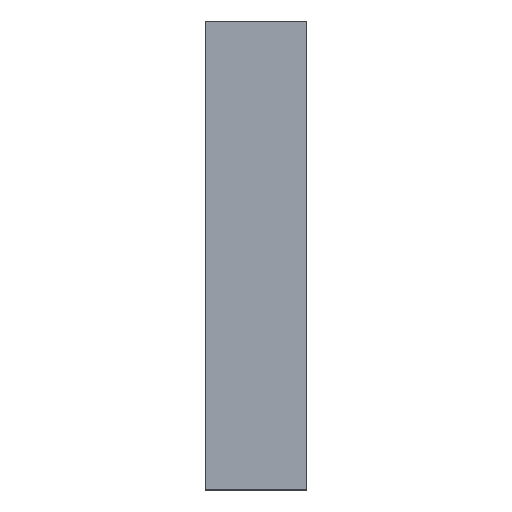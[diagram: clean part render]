
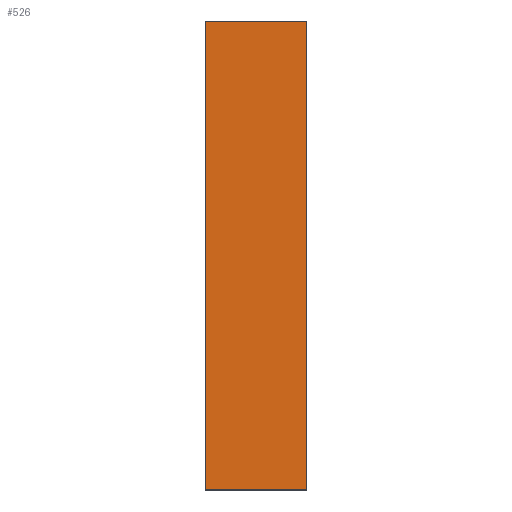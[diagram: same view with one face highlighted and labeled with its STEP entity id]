
A CAD part, top view. The second image highlights one B-rep face of the part: STEP entity #526.
In plain terms, the highlighted planar face has unit normal (0, 0, 1).
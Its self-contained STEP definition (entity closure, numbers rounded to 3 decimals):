
#31=PLANE('',#575);
#61=LINE('',#984,#111);
#67=LINE('',#995,#117);
#68=LINE('',#998,#118);
#70=LINE('',#1001,#120);
#111=VECTOR('',#647,10.);
#117=VECTOR('',#657,10.);
#118=VECTOR('',#660,10.);
#120=VECTOR('',#664,10.);
#165=FACE_OUTER_BOUND('',#195,.T.);
#195=EDGE_LOOP('',(#419,#420,#421,#422));
#247=VERTEX_POINT('',#981);
#248=VERTEX_POINT('',#983);
#251=VERTEX_POINT('',#993);
#252=VERTEX_POINT('',#997);
#306=EDGE_CURVE('',#248,#247,#61,.T.);
#312=EDGE_CURVE('',#247,#251,#67,.T.);
#313=EDGE_CURVE('',#252,#248,#68,.T.);
#315=EDGE_CURVE('',#251,#252,#70,.T.);
#419=ORIENTED_EDGE('',*,*,#315,.T.);
#420=ORIENTED_EDGE('',*,*,#313,.T.);
#421=ORIENTED_EDGE('',*,*,#306,.T.);
#422=ORIENTED_EDGE('',*,*,#312,.T.);
#526=ADVANCED_FACE('',(#165),#31,.T.);
#575=AXIS2_PLACEMENT_3D('',#1002,#665,#666);
#647=DIRECTION('',(0.,1.,0.));
#657=DIRECTION('',(-1.,0.,0.));
#660=DIRECTION('',(1.,0.,0.));
#664=DIRECTION('',(0.,-1.,0.));
#665=DIRECTION('center_axis',(0.,0.,1.));
#666=DIRECTION('ref_axis',(1.,0.,0.));
#981=CARTESIAN_POINT('',(2.167,10.,45.8));
#983=CARTESIAN_POINT('',(2.167,-10.,45.8));
#984=CARTESIAN_POINT('',(2.167,0.,45.8));
#993=CARTESIAN_POINT('',(-2.167,10.,45.8));
#995=CARTESIAN_POINT('',(-2.167,10.,45.8));
#997=CARTESIAN_POINT('',(-2.167,-10.,45.8));
#998=CARTESIAN_POINT('',(-2.167,-10.,45.8));
#1001=CARTESIAN_POINT('',(-2.167,0.,45.8));
#1002=CARTESIAN_POINT('Origin',(0.,0.,45.8));
